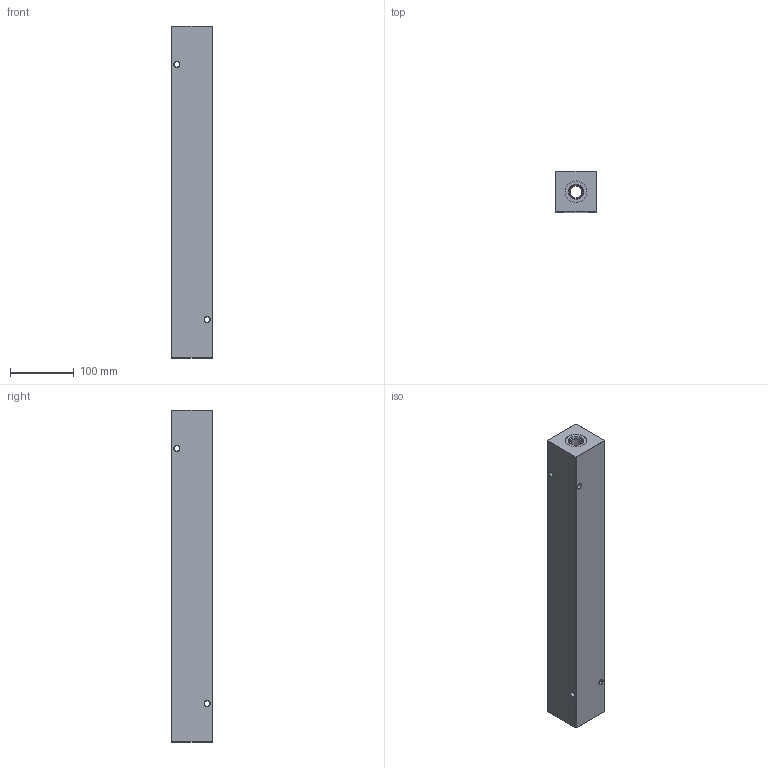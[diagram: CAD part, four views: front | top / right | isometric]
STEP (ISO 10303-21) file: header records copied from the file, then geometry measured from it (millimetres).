
FILE_DESCRIPTION (( 'STEP AP203' ), '1' );
FILE_NAME ('HM-9-0-S-10-8.STEP', '2020-10-01T21:26:48', ( '' ), ( '' ), 'SwSTEP 2.0', 'SolidWorks 2019', '' );
FILE_SCHEMA (( 'CONFIG_CONTROL_DESIGN' ));
Length unit declared in the file: inch
Products named in the file (1): HM-9-0-S-10-8
Bounding box: 63.5 x 63.5 x 520.7 mm (x, y, z)
Volume: 1879731.6 mm3; surface area: 184211.1 mm2
Topology: 1 solids, 1 shells, 598 faces, 1526 edges, 974 vertices
Faces by surface type: plane 233, bspline 203, cone 82, cylinder 80
Entity records: 28717 total; most frequent: CARTESIAN_POINT 15508, ORIENTED_EDGE 3052, DIRECTION 2056, EDGE_CURVE 1526, VERTEX_POINT 974, VECTOR 872, LINE 872, EDGE_LOOP 674
